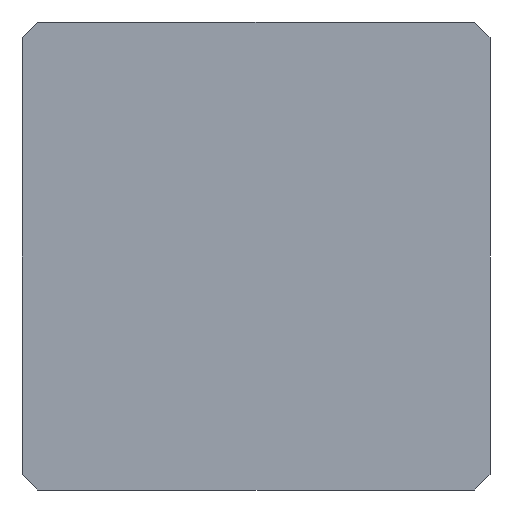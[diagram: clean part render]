
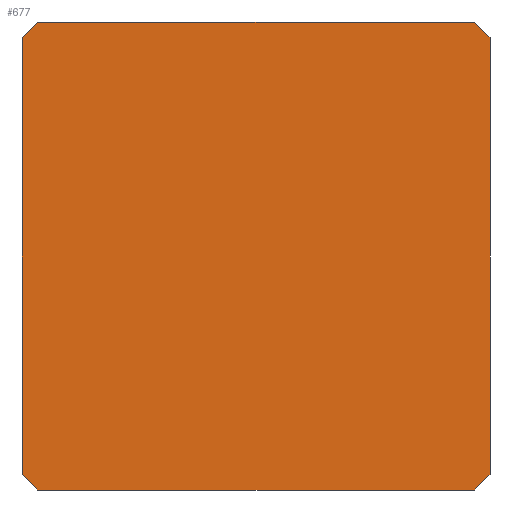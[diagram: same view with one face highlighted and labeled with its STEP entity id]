
A CAD part, front view. The second image highlights one B-rep face of the part: STEP entity #677.
In plain terms, the highlighted planar face has unit normal (0, -1, 0).
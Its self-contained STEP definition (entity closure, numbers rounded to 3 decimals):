
#4 = CARTESIAN_POINT ( 'NONE',  ( -150., 0., 140. ) ) ;
#13 = LINE ( 'NONE', #503, #386 ) ;
#39 = CARTESIAN_POINT ( 'NONE',  ( -140., 0., 150. ) ) ;
#69 = DIRECTION ( 'NONE',  ( -1., 0., 0. ) ) ;
#74 = VECTOR ( 'NONE', #278, 1000. ) ;
#80 = FACE_OUTER_BOUND ( 'NONE', #735, .T. ) ;
#82 = AXIS2_PLACEMENT_3D ( 'NONE', #122, #599, #669 ) ;
#89 = EDGE_CURVE ( 'NONE', #716, #706, #500, .T. ) ;
#100 = LINE ( 'NONE', #424, #798 ) ;
#122 = CARTESIAN_POINT ( 'NONE',  ( 0., 0., 0. ) ) ;
#130 = CARTESIAN_POINT ( 'NONE',  ( -140., 0., 150. ) ) ;
#148 = EDGE_CURVE ( 'NONE', #716, #856, #100, .T. ) ;
#158 = VERTEX_POINT ( 'NONE', #558 ) ;
#167 = ORIENTED_EDGE ( 'NONE', *, *, #442, .F. ) ;
#168 = ORIENTED_EDGE ( 'NONE', *, *, #148, .T. ) ;
#174 = CARTESIAN_POINT ( 'NONE',  ( -150., 0., -140. ) ) ;
#263 = EDGE_CURVE ( 'NONE', #455, #706, #589, .T. ) ;
#273 = ORIENTED_EDGE ( 'NONE', *, *, #345, .F. ) ;
#278 = DIRECTION ( 'NONE',  ( -0.707, 0., -0.707 ) ) ;
#296 = LINE ( 'NONE', #130, #74 ) ;
#305 = DIRECTION ( 'NONE',  ( 1., 0., 0. ) ) ;
#318 = LINE ( 'NONE', #849, #620 ) ;
#324 = ORIENTED_EDGE ( 'NONE', *, *, #89, .F. ) ;
#344 = DIRECTION ( 'NONE',  ( 0.707, 0., 0.707 ) ) ;
#345 = EDGE_CURVE ( 'NONE', #455, #763, #318, .T. ) ;
#386 = VECTOR ( 'NONE', #305, 1000. ) ;
#424 = CARTESIAN_POINT ( 'NONE',  ( 140., 0., -150. ) ) ;
#442 = EDGE_CURVE ( 'NONE', #460, #806, #13, .T. ) ;
#443 = ORIENTED_EDGE ( 'NONE', *, *, #653, .F. ) ;
#455 = VERTEX_POINT ( 'NONE', #174 ) ;
#460 = VERTEX_POINT ( 'NONE', #39 ) ;
#464 = PLANE ( 'NONE',  #82 ) ;
#486 = CARTESIAN_POINT ( 'NONE',  ( -150., 0., -140. ) ) ;
#491 = CARTESIAN_POINT ( 'NONE',  ( 150., 0., -140. ) ) ;
#500 = LINE ( 'NONE', #878, #679 ) ;
#503 = CARTESIAN_POINT ( 'NONE',  ( -150., 0., 150. ) ) ;
#504 = EDGE_CURVE ( 'NONE', #158, #806, #544, .T. ) ;
#512 = DIRECTION ( 'NONE',  ( -0.707, 0., 0.707 ) ) ;
#533 = DIRECTION ( 'NONE',  ( 0., 0., -1. ) ) ;
#544 = LINE ( 'NONE', #864, #825 ) ;
#555 = VECTOR ( 'NONE', #533, 1000. ) ;
#558 = CARTESIAN_POINT ( 'NONE',  ( 150., 0., 140. ) ) ;
#589 = LINE ( 'NONE', #486, #598 ) ;
#598 = VECTOR ( 'NONE', #840, 1000. ) ;
#599 = DIRECTION ( 'NONE',  ( 0., 1., 0. ) ) ;
#607 = CARTESIAN_POINT ( 'NONE',  ( 140., 0., -150. ) ) ;
#617 = CARTESIAN_POINT ( 'NONE',  ( -140., 0., -150. ) ) ;
#620 = VECTOR ( 'NONE', #854, 1000. ) ;
#644 = ORIENTED_EDGE ( 'NONE', *, *, #504, .T. ) ;
#653 = EDGE_CURVE ( 'NONE', #158, #856, #767, .T. ) ;
#664 = CARTESIAN_POINT ( 'NONE',  ( 150., 0., -150. ) ) ;
#669 = DIRECTION ( 'NONE',  ( 0., 0., 1. ) ) ;
#677 = ADVANCED_FACE ( 'NONE', ( #80 ), #464, .F. ) ;
#679 = VECTOR ( 'NONE', #69, 1000. ) ;
#699 = EDGE_CURVE ( 'NONE', #460, #763, #296, .T. ) ;
#702 = CARTESIAN_POINT ( 'NONE',  ( 140., 0., 150. ) ) ;
#706 = VERTEX_POINT ( 'NONE', #617 ) ;
#716 = VERTEX_POINT ( 'NONE', #607 ) ;
#735 = EDGE_LOOP ( 'NONE', ( #167, #809, #273, #750, #324, #168, #443, #644 ) ) ;
#750 = ORIENTED_EDGE ( 'NONE', *, *, #263, .T. ) ;
#763 = VERTEX_POINT ( 'NONE', #4 ) ;
#767 = LINE ( 'NONE', #664, #555 ) ;
#798 = VECTOR ( 'NONE', #344, 1000. ) ;
#806 = VERTEX_POINT ( 'NONE', #702 ) ;
#809 = ORIENTED_EDGE ( 'NONE', *, *, #699, .T. ) ;
#825 = VECTOR ( 'NONE', #512, 1000. ) ;
#840 = DIRECTION ( 'NONE',  ( 0.707, 0., -0.707 ) ) ;
#849 = CARTESIAN_POINT ( 'NONE',  ( -150., 0., -150. ) ) ;
#854 = DIRECTION ( 'NONE',  ( 0., 0., 1. ) ) ;
#856 = VERTEX_POINT ( 'NONE', #491 ) ;
#864 = CARTESIAN_POINT ( 'NONE',  ( 150., 0., 140. ) ) ;
#878 = CARTESIAN_POINT ( 'NONE',  ( -150., 0., -150. ) ) ;
